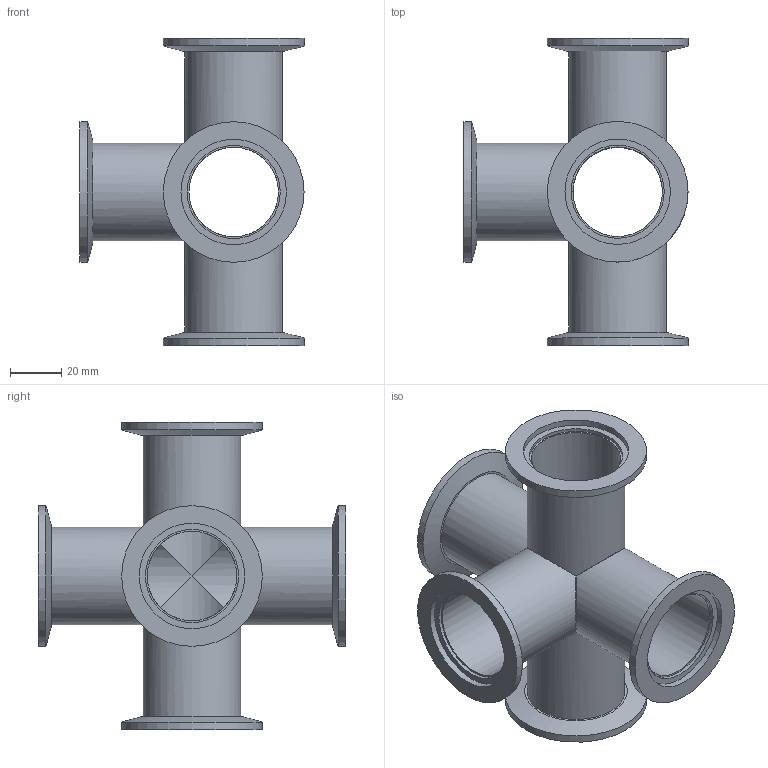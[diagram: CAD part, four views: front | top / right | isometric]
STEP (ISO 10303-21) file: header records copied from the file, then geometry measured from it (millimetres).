
FILE_DESCRIPTION(/* description */ (''),/* implementation_level */ '2;1');
FILE_NAME(/* name */ 'FL-5X40KF.stp',/* time_stamp */ '2018-11-02T09:37:22+00:00',/* author */ ('paul'),/* organization */ (''),/* preprocessor_version */ 'ST-DEVELOPER v17.2',/* originating_system */ 'Autodesk Inventor 2019',/* authorisation */ '');
FILE_SCHEMA (('AUTOMOTIVE_DESIGN { 1 0 10303 214 3 1 1 }'));
Length unit declared in the file: millimetre
Products named in the file (4): FL-5X40KF; TUBE; TUBE2; FL-40KF-38W
Assembly tree (10 placements, depth 2):
  FL-5X40KF
    TUBE  x4
    TUBE2
    FL-40KF-38W  x5
Bounding box: 87.6 x 120.2 x 120.2 mm (x, y, z)
Volume: 60320.4 mm3; surface area: 69311.4 mm2
Topology: 10 solids, 10 shells, 76 faces, 185 edges, 134 vertices
Faces by surface type: plane 41, cylinder 30, cone 5
Full cylindrical faces by diameter (mm): 35 x5, 36.4 x5, 38.1 x5, 38.4 x5, 41.2 x5, 55 x5
Entity records: 895 total; most frequent: DIRECTION 164, CARTESIAN_POINT 128, ORIENTED_EDGE 108, AXIS2_PLACEMENT_3D 74, EDGE_CURVE 54, VERTEX_POINT 38, EDGE_LOOP 28, CIRCLE 22
